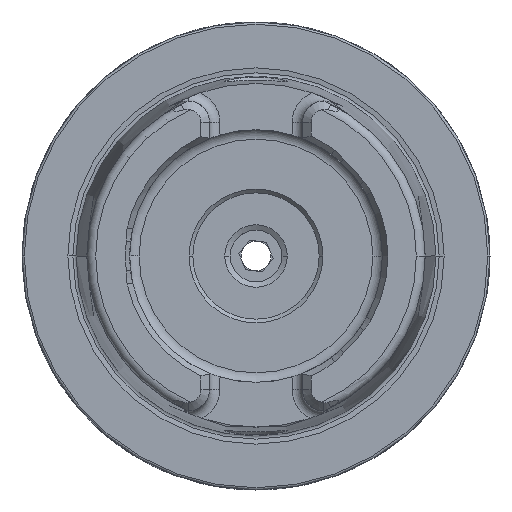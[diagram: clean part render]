
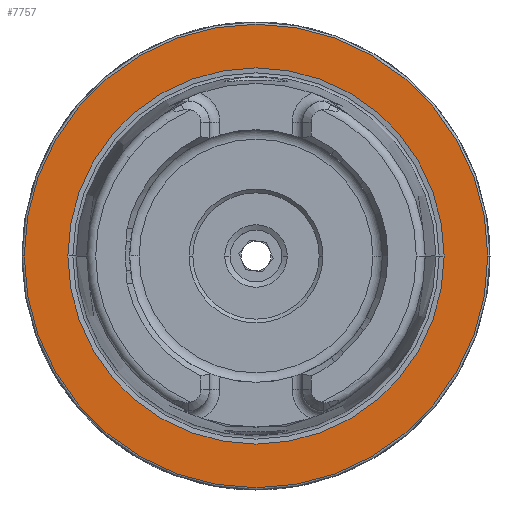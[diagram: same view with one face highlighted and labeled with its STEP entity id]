
A CAD part, left-side view. The second image highlights one B-rep face of the part: STEP entity #7757.
In plain terms, the highlighted planar face has unit normal (-1, 0, 0).
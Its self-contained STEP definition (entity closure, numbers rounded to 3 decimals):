
#700 = AXIS2_PLACEMENT_3D ( 'NONE', #6924, #6929, #6930 ) ;
#839 = FACE_BOUND ( 'NONE', #2634, .T. ) ;
#845 = FACE_OUTER_BOUND ( 'NONE', #2625, .T. ) ;
#1426 = CARTESIAN_POINT ( 'NONE',  ( 0., 0., 0. ) ) ;
#1427 = DIRECTION ( 'NONE',  ( -1., 0., 0. ) ) ;
#1428 = DIRECTION ( 'NONE',  ( 0., -1., 0. ) ) ;
#2625 = EDGE_LOOP ( 'NONE', ( #7964, #7965 ) ) ;
#2634 = EDGE_LOOP ( 'NONE', ( #7962, #7963 ) ) ;
#4547 = CARTESIAN_POINT ( 'NONE',  ( 0., 31.2, 0. ) ) ;
#4809 = CARTESIAN_POINT ( 'NONE',  ( 0., -31.2, 0. ) ) ;
#4822 = CARTESIAN_POINT ( 'NONE',  ( 0., 25.324, 0. ) ) ;
#4831 = CARTESIAN_POINT ( 'NONE',  ( 0., -25.324, 0. ) ) ;
#5158 = CARTESIAN_POINT ( 'NONE',  ( 0., 0., 0. ) ) ;
#5159 = DIRECTION ( 'NONE',  ( -1., 0., 0. ) ) ;
#5160 = DIRECTION ( 'NONE',  ( 0., -1., 0. ) ) ;
#5426 = CARTESIAN_POINT ( 'NONE',  ( 0., 0., 0. ) ) ;
#5427 = DIRECTION ( 'NONE',  ( -1., 0., 0. ) ) ;
#5428 = DIRECTION ( 'NONE',  ( 0., -1., 0. ) ) ;
#5429 = CARTESIAN_POINT ( 'NONE',  ( 0., 0., 0. ) ) ;
#5430 = DIRECTION ( 'NONE',  ( -1., 0., 0. ) ) ;
#5431 = DIRECTION ( 'NONE',  ( 0., -1., 0. ) ) ;
#6924 = CARTESIAN_POINT ( 'NONE',  ( 0., 31.2, 0. ) ) ;
#6927 = PLANE ( 'NONE',  #700 ) ;
#6929 = DIRECTION ( 'NONE',  ( 1., 0., 0. ) ) ;
#6930 = DIRECTION ( 'NONE',  ( 0., 1., 0. ) ) ;
#7757 = ADVANCED_FACE ( 'NONE', ( #839, #845 ), #6927, .F. ) ;
#7962 = ORIENTED_EDGE ( 'NONE', *, *, #11370, .F. ) ;
#7963 = ORIENTED_EDGE ( 'NONE', *, *, #9273, .F. ) ;
#7964 = ORIENTED_EDGE ( 'NONE', *, *, #9196, .T. ) ;
#7965 = ORIENTED_EDGE ( 'NONE', *, *, #11371, .T. ) ;
#8551 = VERTEX_POINT ( 'NONE', #4547 ) ;
#8813 = VERTEX_POINT ( 'NONE', #4809 ) ;
#8826 = VERTEX_POINT ( 'NONE', #4822 ) ;
#8835 = VERTEX_POINT ( 'NONE', #4831 ) ;
#9196 = EDGE_CURVE ( 'NONE', #8813, #8551, #9962, .T. ) ;
#9273 = EDGE_CURVE ( 'NONE', #8826, #8835, #9882, .T. ) ;
#9330 = CIRCLE ( 'NONE', #11099, 25.324 ) ;
#9333 = CIRCLE ( 'NONE', #11113, 31.2 ) ;
#9882 = CIRCLE ( 'NONE', #11218, 25.324 ) ;
#9962 = CIRCLE ( 'NONE', #11198, 31.2 ) ;
#11099 = AXIS2_PLACEMENT_3D ( 'NONE', #5426, #5427, #5428 ) ;
#11113 = AXIS2_PLACEMENT_3D ( 'NONE', #5429, #5430, #5431 ) ;
#11198 = AXIS2_PLACEMENT_3D ( 'NONE', #5158, #5159, #5160 ) ;
#11218 = AXIS2_PLACEMENT_3D ( 'NONE', #1426, #1427, #1428 ) ;
#11370 = EDGE_CURVE ( 'NONE', #8835, #8826, #9330, .T. ) ;
#11371 = EDGE_CURVE ( 'NONE', #8551, #8813, #9333, .T. ) ;
